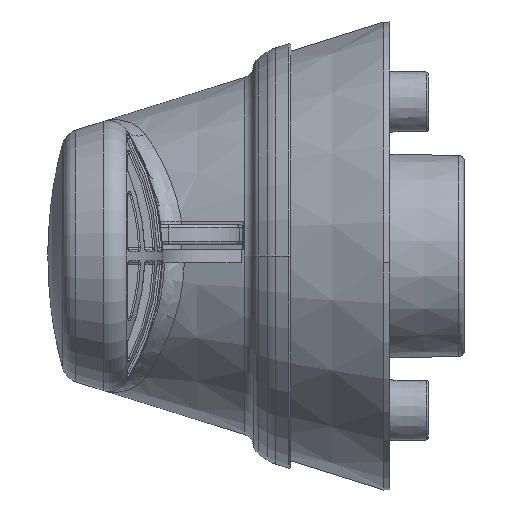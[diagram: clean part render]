
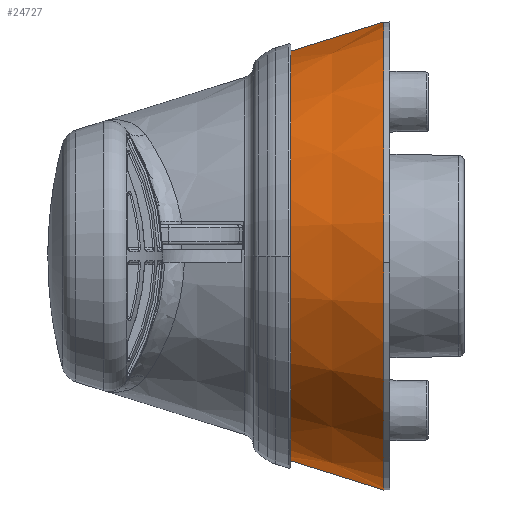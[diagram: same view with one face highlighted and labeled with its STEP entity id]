
A CAD part, left-side view. The second image highlights one B-rep face of the part: STEP entity #24727.
In plain terms, the highlighted conical face has half-angle 17.4 degrees and reference radius 32.295 mm.
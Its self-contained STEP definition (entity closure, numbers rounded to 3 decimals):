
#2032=DIRECTION('',(0.009,-0.954,-0.299));
#2033=VECTOR('',#2032,16.087);
#2034=CARTESIAN_POINT('',(-21.994,10.712,42.238));
#2035=LINE('',#2034,#2033);
#2086=CARTESIAN_POINT('',(-22.872,-4.639,
72.115));
#2087=DIRECTION('',(0.,-1.,0.));
#2088=DIRECTION('',(-0.029,0.,1.));
#2089=AXIS2_PLACEMENT_3D('',#2086,#2087,#2088);
#2091=CARTESIAN_POINT('',(-22.872,-4.639,
72.115));
#2092=DIRECTION('',(0.,-1.,0.));
#2093=DIRECTION('',(-1.,0.,-0.029));
#2094=AXIS2_PLACEMENT_3D('',#2091,#2092,#2093);
#2096=DIRECTION('',(-0.009,-0.954,0.299));
#2097=VECTOR('',#2096,16.087);
#2098=CARTESIAN_POINT('',(-23.749,10.712,101.991));
#2099=LINE('',#2098,#2097);
#2100=CARTESIAN_POINT('',(-22.872,10.712,72.115));
#2101=DIRECTION('',(0.,-1.,0.));
#2102=DIRECTION('',(-0.029,0.,1.));
#2103=AXIS2_PLACEMENT_3D('',#2100,#2101,#2102);
#19710=CARTESIAN_POINT('',(-57.557,-4.639,
71.096));
#19711=VERTEX_POINT('',#19710);
#19712=CARTESIAN_POINT('',(-23.891,-4.639,
106.8));
#19713=VERTEX_POINT('',#19712);
#19716=CARTESIAN_POINT('',(-21.853,-4.639,
37.43));
#19717=VERTEX_POINT('',#19716);
#19718=CARTESIAN_POINT('',(-21.994,10.712,
42.238));
#19719=VERTEX_POINT('',#19718);
#19720=CARTESIAN_POINT('',(-23.749,10.712,
101.991));
#19721=VERTEX_POINT('',#19720);
#24714=CARTESIAN_POINT('',(-22.872,3.036,
72.115));
#24715=DIRECTION('',(0.,-1.,0.));
#24716=DIRECTION('',(-0.029,0.,1.));
#24717=AXIS2_PLACEMENT_3D('',#24714,#24715,#24716);
#24718=CONICAL_SURFACE('',#24717,32.295,17.4);
#24719=ORIENTED_EDGE('',*,*,#24646,.T.);
#24720=ORIENTED_EDGE('',*,*,#24673,.T.);
#24721=ORIENTED_EDGE('',*,*,#24690,.F.);
#24723=ORIENTED_EDGE('',*,*,#24722,.F.);
#24724=ORIENTED_EDGE('',*,*,#24694,.T.);
#24725=EDGE_LOOP('',(#24719,#24720,#24721,#24723,#24724));
#24726=FACE_OUTER_BOUND('',#24725,.F.);
#2090=CIRCLE('',#2089,34.7);
#2095=CIRCLE('',#2094,34.7);
#2104=CIRCLE('',#2103,29.889);
#24646=EDGE_CURVE('',#19713,#19711,#2090,.T.);
#24673=EDGE_CURVE('',#19711,#19717,#2095,.T.);
#24690=EDGE_CURVE('',#19719,#19717,#2035,.T.);
#24694=EDGE_CURVE('',#19721,#19713,#2099,.T.);
#24722=EDGE_CURVE('',#19721,#19719,#2104,.T.);
#24727=ADVANCED_FACE('',(#24726),#24718,.T.);
